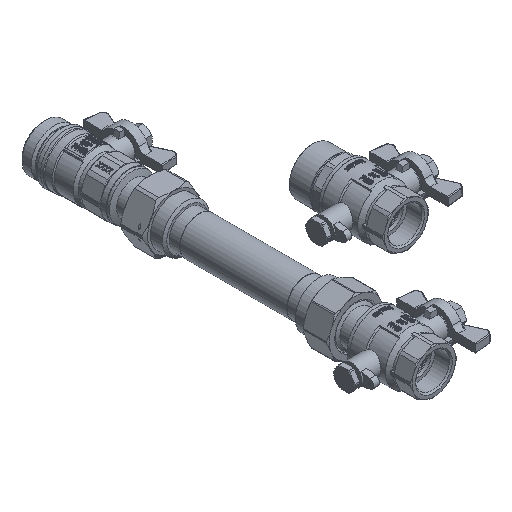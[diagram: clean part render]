
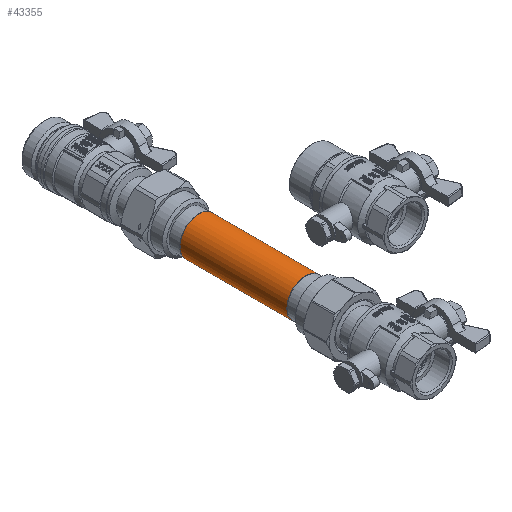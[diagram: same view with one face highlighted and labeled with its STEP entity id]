
A CAD part, isometric view. The second image highlights one B-rep face of the part: STEP entity #43355.
In plain terms, the highlighted cylindrical face has radius 13.45 mm (diameter 26.9 mm), a full revolution.
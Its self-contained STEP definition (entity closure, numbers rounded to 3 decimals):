
#9497=ORIENTED_EDGE('',*,*,#21183,.T.);
#9498=ORIENTED_EDGE('',*,*,#21184,.F.);
#21183=EDGE_CURVE('',#27026,#27026,#30994,.T.);
#21184=EDGE_CURVE('',#27027,#27027,#30995,.T.);
#27026=VERTEX_POINT('',#64071);
#27027=VERTEX_POINT('',#64073);
#30994=CIRCLE('',#45700,13.45);
#30995=CIRCLE('',#45701,13.45);
#31897=EDGE_LOOP('',(#9497));
#31898=EDGE_LOOP('',(#9498));
#34462=FACE_BOUND('',#31897,.T.);
#34463=FACE_BOUND('',#31898,.T.);
#37029=CYLINDRICAL_SURFACE('',#45699,13.45);
#43355=ADVANCED_FACE('',(#34462,#34463),#37029,.T.);
#45699=AXIS2_PLACEMENT_3D('',#64069,#51025,#51026);
#45700=AXIS2_PLACEMENT_3D('',#64070,#51027,#51028);
#45701=AXIS2_PLACEMENT_3D('',#64072,#51029,#51030);
#51025=DIRECTION('',(0.,1.,0.));
#51026=DIRECTION('',(0.,0.,1.));
#51027=DIRECTION('',(0.,1.,0.));
#51028=DIRECTION('',(1.,0.,0.));
#51029=DIRECTION('',(0.,1.,0.));
#51030=DIRECTION('',(0.,0.,-1.));
#64069=CARTESIAN_POINT('',(0.,-55.,0.));
#64070=CARTESIAN_POINT('',(0.,-38.,0.));
#64071=CARTESIAN_POINT('',(13.45,-38.,0.));
#64072=CARTESIAN_POINT('',(0.,38.,0.));
#64073=CARTESIAN_POINT('',(0.,38.,-13.45));
